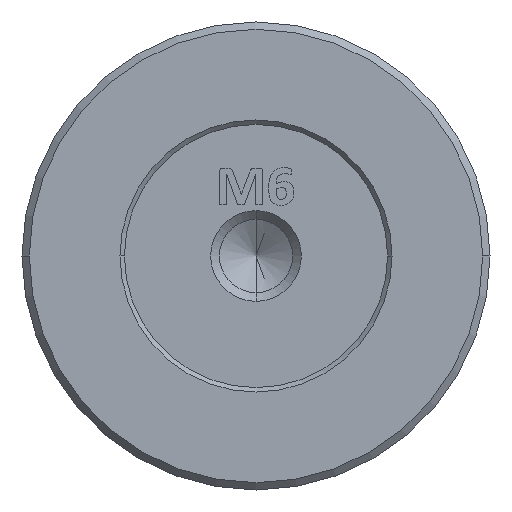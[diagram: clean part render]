
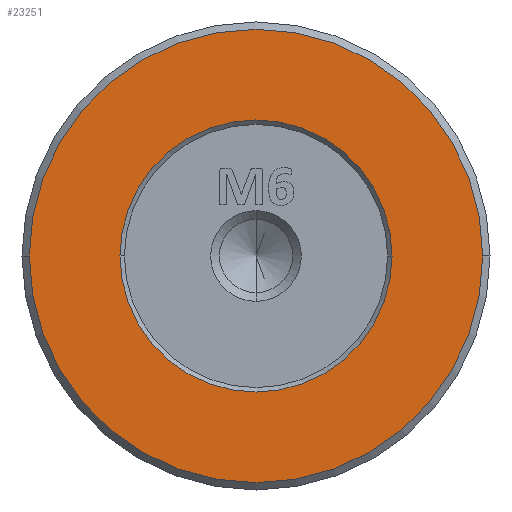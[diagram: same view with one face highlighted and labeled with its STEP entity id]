
A CAD part, left-side view. The second image highlights one B-rep face of the part: STEP entity #23251.
In plain terms, the highlighted planar face has unit normal (-1, 0, 0).
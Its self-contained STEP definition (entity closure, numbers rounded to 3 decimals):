
#232 = CARTESIAN_POINT ( 'NONE',  ( -124.068, 4.428, 5.422 ) ) ;
#1161 = EDGE_CURVE ( 'NONE', #21912, #19680, #26923, .T. ) ;
#2128 = EDGE_LOOP ( 'NONE', ( #19814, #26572 ) ) ;
#4165 = ORIENTED_EDGE ( 'NONE', *, *, #11824, .T. ) ;
#4297 = FACE_OUTER_BOUND ( 'NONE', #19839, .T. ) ;
#5709 = DIRECTION ( 'NONE',  ( 0., -1., 0. ) ) ;
#7460 = CARTESIAN_POINT ( 'NONE',  ( -124.068, 4.428, 5.422 ) ) ;
#7769 = CARTESIAN_POINT ( 'NONE',  ( -124.068, -11.072, 5.422 ) ) ;
#7859 = CIRCLE ( 'NONE', #9249, 9.3 ) ;
#7894 = FACE_BOUND ( 'NONE', #2128, .T. ) ;
#8726 = DIRECTION ( 'NONE',  ( 0., -1., 0. ) ) ;
#8796 = DIRECTION ( 'NONE',  ( 0., -1., 0. ) ) ;
#9139 = EDGE_CURVE ( 'NONE', #19680, #21912, #7859, .T. ) ;
#9249 = AXIS2_PLACEMENT_3D ( 'NONE', #17559, #21446, #8796 ) ;
#10041 = DIRECTION ( 'NONE',  ( -1., 0., 0. ) ) ;
#10883 = AXIS2_PLACEMENT_3D ( 'NONE', #22202, #24352, #22629 ) ;
#11824 = EDGE_CURVE ( 'NONE', #20747, #19114, #14311, .T. ) ;
#12270 = CARTESIAN_POINT ( 'NONE',  ( -124.068, -4.872, 5.422 ) ) ;
#12530 = CARTESIAN_POINT ( 'NONE',  ( -124.068, 19.928, 5.422 ) ) ;
#12602 = EDGE_CURVE ( 'NONE', #19114, #20747, #15820, .T. ) ;
#13749 = DIRECTION ( 'NONE',  ( -1., 0., 0. ) ) ;
#14311 = CIRCLE ( 'NONE', #23034, 15.5 ) ;
#15093 = DIRECTION ( 'NONE',  ( -1., 0., 0. ) ) ;
#15820 = CIRCLE ( 'NONE', #26814, 15.5 ) ;
#16185 = ORIENTED_EDGE ( 'NONE', *, *, #12602, .T. ) ;
#17231 = PLANE ( 'NONE',  #20634 ) ;
#17518 = CARTESIAN_POINT ( 'NONE',  ( -124.068, 4.428, 5.422 ) ) ;
#17559 = CARTESIAN_POINT ( 'NONE',  ( -124.068, 4.428, 5.422 ) ) ;
#18078 = CARTESIAN_POINT ( 'NONE',  ( -124.068, 13.728, 5.422 ) ) ;
#19114 = VERTEX_POINT ( 'NONE', #7769 ) ;
#19680 = VERTEX_POINT ( 'NONE', #12270 ) ;
#19814 = ORIENTED_EDGE ( 'NONE', *, *, #9139, .T. ) ;
#19839 = EDGE_LOOP ( 'NONE', ( #4165, #16185 ) ) ;
#20634 = AXIS2_PLACEMENT_3D ( 'NONE', #17518, #15093, #21699 ) ;
#20747 = VERTEX_POINT ( 'NONE', #12530 ) ;
#21446 = DIRECTION ( 'NONE',  ( 1., 0., 0. ) ) ;
#21699 = DIRECTION ( 'NONE',  ( 0., 0., 1. ) ) ;
#21912 = VERTEX_POINT ( 'NONE', #18078 ) ;
#22202 = CARTESIAN_POINT ( 'NONE',  ( -124.068, 4.428, 5.422 ) ) ;
#22629 = DIRECTION ( 'NONE',  ( 0., -1., 0. ) ) ;
#23034 = AXIS2_PLACEMENT_3D ( 'NONE', #232, #13749, #8726 ) ;
#23251 = ADVANCED_FACE ( 'NONE', ( #7894, #4297 ), #17231, .T. ) ;
#24352 = DIRECTION ( 'NONE',  ( 1., 0., 0. ) ) ;
#26572 = ORIENTED_EDGE ( 'NONE', *, *, #1161, .T. ) ;
#26814 = AXIS2_PLACEMENT_3D ( 'NONE', #7460, #10041, #5709 ) ;
#26923 = CIRCLE ( 'NONE', #10883, 9.3 ) ;
